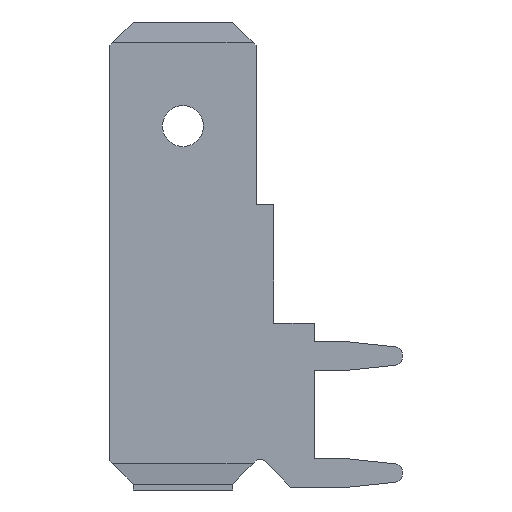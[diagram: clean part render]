
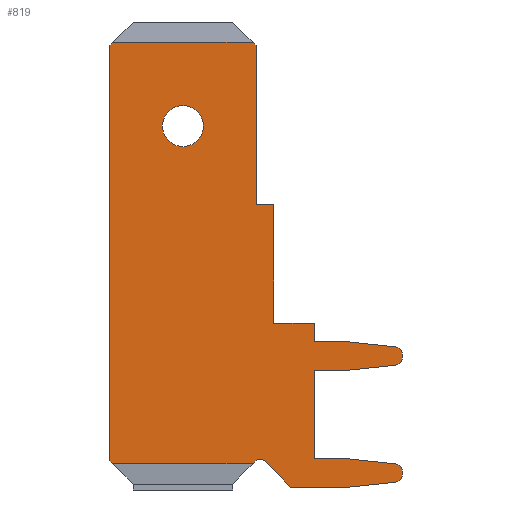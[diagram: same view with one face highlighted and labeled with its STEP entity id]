
A CAD part, left-side view. The second image highlights one B-rep face of the part: STEP entity #819.
In plain terms, the highlighted planar face has unit normal (-1, 0, 0).
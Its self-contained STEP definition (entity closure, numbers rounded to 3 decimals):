
#134=CARTESIAN_POINT('',(-0.4,0.,-4.521));
#135=DIRECTION('',(-1.,0.,0.));
#136=DIRECTION('',(0.,0.,-1.));
#137=AXIS2_PLACEMENT_3D('',#134,#135,#136);
#139=CARTESIAN_POINT('',(-0.4,0.,-4.521));
#140=DIRECTION('',(-1.,0.,0.));
#141=DIRECTION('',(0.,0.,1.));
#142=AXIS2_PLACEMENT_3D('',#139,#140,#141);
#144=CARTESIAN_POINT('',(-0.4,-9.208,-19.666));
#145=DIRECTION('',(-1.,0.,0.));
#146=DIRECTION('',(0.,-0.105,-0.994));
#147=AXIS2_PLACEMENT_3D('',#144,#145,#146);
#149=DIRECTION('',(0.,0.994,-0.105));
#150=VECTOR('',#149,2.013);
#151=CARTESIAN_POINT('',(-0.4,-9.241,-19.982));
#152=LINE('',#151,#150);
#153=DIRECTION('',(0.,-1.,0.));
#154=VECTOR('',#153,2.562);
#155=CARTESIAN_POINT('',(-0.4,-4.677,-20.193));
#156=LINE('',#155,#154);
#157=DIRECTION('',(0.,0.707,0.707));
#158=VECTOR('',#157,1.616);
#159=CARTESIAN_POINT('',(-0.4,-4.677,-20.193));
#160=LINE('',#159,#158);
#161=CARTESIAN_POINT('',(-0.4,-3.355,-19.23));
#162=DIRECTION('',(-1.,0.,0.));
#163=DIRECTION('',(0.,-0.707,0.707));
#164=AXIS2_PLACEMENT_3D('',#161,#162,#163);
#166=DIRECTION('',(0.,0.707,-0.707));
#167=VECTOR('',#166,0.18);
#168=CARTESIAN_POINT('',(-0.4,-3.175,-19.05));
#169=LINE('',#168,#167);
#170=DIRECTION('',(0.,-1.,0.));
#171=VECTOR('',#170,6.096);
#172=CARTESIAN_POINT('',(-0.4,3.048,-19.177));
#173=LINE('',#172,#171);
#174=DIRECTION('',(0.,0.707,0.707));
#175=VECTOR('',#174,0.18);
#176=CARTESIAN_POINT('',(-0.4,3.048,-19.177));
#177=LINE('',#176,#175);
#178=DIRECTION('',(0.,0.,1.));
#179=VECTOR('',#178,18.034);
#180=CARTESIAN_POINT('',(-0.4,3.175,-19.05));
#181=LINE('',#180,#179);
#182=DIRECTION('',(0.,-0.707,0.707));
#183=VECTOR('',#182,0.18);
#184=CARTESIAN_POINT('',(-0.4,3.175,-1.016));
#185=LINE('',#184,#183);
#186=DIRECTION('',(0.,-1.,0.));
#187=VECTOR('',#186,6.096);
#188=CARTESIAN_POINT('',(-0.4,3.048,-0.889));
#189=LINE('',#188,#187);
#190=DIRECTION('',(0.,-0.707,-0.707));
#191=VECTOR('',#190,0.18);
#192=CARTESIAN_POINT('',(-0.4,-3.048,-0.889));
#193=LINE('',#192,#191);
#194=DIRECTION('',(0.,0.,-1.));
#195=VECTOR('',#194,6.909);
#196=CARTESIAN_POINT('',(-0.4,-3.175,-1.016));
#197=LINE('',#196,#195);
#198=DIRECTION('',(0.,-1.,0.));
#199=VECTOR('',#198,0.762);
#200=CARTESIAN_POINT('',(-0.4,-3.175,-7.925));
#201=LINE('',#200,#199);
#202=DIRECTION('',(0.,0.,-1.));
#203=VECTOR('',#202,5.156);
#204=CARTESIAN_POINT('',(-0.4,-3.937,-7.925));
#205=LINE('',#204,#203);
#206=DIRECTION('',(0.,-1.,0.));
#207=VECTOR('',#206,1.778);
#208=CARTESIAN_POINT('',(-0.4,-3.937,-13.081));
#209=LINE('',#208,#207);
#210=DIRECTION('',(0.,0.,-1.));
#211=VECTOR('',#210,0.813);
#212=CARTESIAN_POINT('',(-0.4,-5.715,-13.081));
#213=LINE('',#212,#211);
#214=DIRECTION('',(0.,-1.,0.));
#215=VECTOR('',#214,1.524);
#216=CARTESIAN_POINT('',(-0.4,-5.715,-13.894));
#217=LINE('',#216,#215);
#218=DIRECTION('',(0.,-0.994,-0.105));
#219=VECTOR('',#218,2.013);
#220=CARTESIAN_POINT('',(-0.4,-7.239,-13.894));
#221=LINE('',#220,#219);
#222=CARTESIAN_POINT('',(-0.4,-9.208,-14.421));
#223=DIRECTION('',(-1.,0.,0.));
#224=DIRECTION('',(0.,-1.,0.));
#225=AXIS2_PLACEMENT_3D('',#222,#223,#224);
#227=DIRECTION('',(0.,0.,-1.));
#228=VECTOR('',#227,0.165);
#229=CARTESIAN_POINT('',(-0.4,-9.525,-14.421));
#230=LINE('',#229,#228);
#231=CARTESIAN_POINT('',(-0.4,-9.208,-14.586));
#232=DIRECTION('',(-1.,0.,0.));
#233=DIRECTION('',(0.,-0.105,-0.994));
#234=AXIS2_PLACEMENT_3D('',#231,#232,#233);
#236=DIRECTION('',(0.,0.994,-0.105));
#237=VECTOR('',#236,2.013);
#238=CARTESIAN_POINT('',(-0.4,-9.241,-14.902));
#239=LINE('',#238,#237);
#240=DIRECTION('',(0.,1.,0.));
#241=VECTOR('',#240,1.524);
#242=CARTESIAN_POINT('',(-0.4,-7.239,-15.113));
#243=LINE('',#242,#241);
#244=DIRECTION('',(0.,0.,-1.));
#245=VECTOR('',#244,3.861);
#246=CARTESIAN_POINT('',(-0.4,-5.715,-15.113));
#247=LINE('',#246,#245);
#248=DIRECTION('',(0.,-1.,0.));
#249=VECTOR('',#248,1.524);
#250=CARTESIAN_POINT('',(-0.4,-5.715,-18.974));
#251=LINE('',#250,#249);
#252=DIRECTION('',(0.,-0.994,-0.105));
#253=VECTOR('',#252,2.013);
#254=CARTESIAN_POINT('',(-0.4,-7.239,-18.974));
#255=LINE('',#254,#253);
#256=CARTESIAN_POINT('',(-0.4,-9.208,-19.501));
#257=DIRECTION('',(-1.,0.,0.));
#258=DIRECTION('',(0.,-1.,0.));
#259=AXIS2_PLACEMENT_3D('',#256,#257,#258);
#261=DIRECTION('',(0.,0.,-1.));
#262=VECTOR('',#261,0.165);
#263=CARTESIAN_POINT('',(-0.4,-9.525,-19.501));
#264=LINE('',#263,#262);
#600=CARTESIAN_POINT('',(-0.4,-3.175,-1.016));
#601=CARTESIAN_POINT('',(-0.4,-3.175,-7.925));
#602=VERTEX_POINT('',#600);
#603=VERTEX_POINT('',#601);
#604=CARTESIAN_POINT('',(-0.4,-3.937,-7.925));
#605=VERTEX_POINT('',#604);
#606=CARTESIAN_POINT('',(-0.4,-3.937,-13.081));
#607=VERTEX_POINT('',#606);
#608=CARTESIAN_POINT('',(-0.4,-5.715,-13.081));
#609=VERTEX_POINT('',#608);
#610=CARTESIAN_POINT('',(-0.4,-4.677,-20.193));
#611=CARTESIAN_POINT('',(-0.4,-3.534,-19.05));
#612=VERTEX_POINT('',#610);
#613=VERTEX_POINT('',#611);
#614=CARTESIAN_POINT('',(-0.4,-3.175,-19.05));
#615=VERTEX_POINT('',#614);
#616=CARTESIAN_POINT('',(-0.4,3.175,-19.05));
#617=CARTESIAN_POINT('',(-0.4,3.175,-1.016));
#618=VERTEX_POINT('',#616);
#619=VERTEX_POINT('',#617);
#640=CARTESIAN_POINT('',(-0.4,3.048,-19.177));
#641=CARTESIAN_POINT('',(-0.4,-3.048,-19.177));
#642=VERTEX_POINT('',#640);
#643=VERTEX_POINT('',#641);
#644=CARTESIAN_POINT('',(-0.4,3.048,-0.889));
#645=CARTESIAN_POINT('',(-0.4,-3.048,-0.889));
#646=VERTEX_POINT('',#644);
#647=VERTEX_POINT('',#645);
#680=CARTESIAN_POINT('',(-0.4,-7.239,-18.974));
#682=VERTEX_POINT('',#680);
#684=CARTESIAN_POINT('',(-0.4,-7.239,-20.193));
#686=VERTEX_POINT('',#684);
#688=CARTESIAN_POINT('',(-0.4,-7.239,-13.894));
#690=VERTEX_POINT('',#688);
#692=CARTESIAN_POINT('',(-0.4,-7.239,-15.113));
#694=VERTEX_POINT('',#692);
#696=CARTESIAN_POINT('',(-0.4,-5.715,-18.974));
#698=VERTEX_POINT('',#696);
#700=CARTESIAN_POINT('',(-0.4,-5.715,-13.894));
#702=VERTEX_POINT('',#700);
#704=CARTESIAN_POINT('',(-0.4,-5.715,-15.113));
#706=VERTEX_POINT('',#704);
#708=CARTESIAN_POINT('',(-0.4,-9.241,-19.982));
#709=CARTESIAN_POINT('',(-0.4,-9.525,-19.666));
#710=VERTEX_POINT('',#708);
#711=VERTEX_POINT('',#709);
#716=CARTESIAN_POINT('',(-0.4,-9.525,-19.501));
#717=CARTESIAN_POINT('',(-0.4,-9.241,-19.185));
#718=VERTEX_POINT('',#716);
#719=VERTEX_POINT('',#717);
#724=CARTESIAN_POINT('',(-0.4,-9.241,-14.902));
#725=CARTESIAN_POINT('',(-0.4,-9.525,-14.586));
#726=VERTEX_POINT('',#724);
#727=VERTEX_POINT('',#725);
#732=CARTESIAN_POINT('',(-0.4,-9.525,-14.421));
#733=CARTESIAN_POINT('',(-0.4,-9.241,-14.105));
#734=VERTEX_POINT('',#732);
#735=VERTEX_POINT('',#733);
#740=CARTESIAN_POINT('',(-0.4,0.,-5.41));
#741=CARTESIAN_POINT('',(-0.4,0.,-3.632));
#742=VERTEX_POINT('',#740);
#743=VERTEX_POINT('',#741);
#748=CARTESIAN_POINT('',(-0.4,0.,0.));
#749=DIRECTION('',(1.,0.,0.));
#750=DIRECTION('',(0.,0.,-1.));
#751=AXIS2_PLACEMENT_3D('',#748,#749,#750);
#752=PLANE('',#751);
#754=ORIENTED_EDGE('',*,*,#753,.F.);
#756=ORIENTED_EDGE('',*,*,#755,.T.);
#758=ORIENTED_EDGE('',*,*,#757,.F.);
#760=ORIENTED_EDGE('',*,*,#759,.T.);
#762=ORIENTED_EDGE('',*,*,#761,.T.);
#764=ORIENTED_EDGE('',*,*,#763,.T.);
#766=ORIENTED_EDGE('',*,*,#765,.F.);
#768=ORIENTED_EDGE('',*,*,#767,.T.);
#770=ORIENTED_EDGE('',*,*,#769,.T.);
#772=ORIENTED_EDGE('',*,*,#771,.T.);
#774=ORIENTED_EDGE('',*,*,#773,.T.);
#776=ORIENTED_EDGE('',*,*,#775,.T.);
#778=ORIENTED_EDGE('',*,*,#777,.T.);
#780=ORIENTED_EDGE('',*,*,#779,.T.);
#782=ORIENTED_EDGE('',*,*,#781,.T.);
#784=ORIENTED_EDGE('',*,*,#783,.T.);
#786=ORIENTED_EDGE('',*,*,#785,.T.);
#788=ORIENTED_EDGE('',*,*,#787,.T.);
#790=ORIENTED_EDGE('',*,*,#789,.T.);
#792=ORIENTED_EDGE('',*,*,#791,.F.);
#794=ORIENTED_EDGE('',*,*,#793,.T.);
#796=ORIENTED_EDGE('',*,*,#795,.F.);
#798=ORIENTED_EDGE('',*,*,#797,.T.);
#800=ORIENTED_EDGE('',*,*,#799,.T.);
#802=ORIENTED_EDGE('',*,*,#801,.T.);
#804=ORIENTED_EDGE('',*,*,#803,.T.);
#806=ORIENTED_EDGE('',*,*,#805,.T.);
#808=ORIENTED_EDGE('',*,*,#807,.F.);
#810=ORIENTED_EDGE('',*,*,#809,.T.);
#811=EDGE_LOOP('',(#754,#756,#758,#760,#762,#764,#766,#768,#770,#772,#774,#776,
#778,#780,#782,#784,#786,#788,#790,#792,#794,#796,#798,#800,#802,#804,#806,#808,
#810));
#812=FACE_OUTER_BOUND('',#811,.F.);
#814=ORIENTED_EDGE('',*,*,#813,.T.);
#816=ORIENTED_EDGE('',*,*,#815,.T.);
#817=EDGE_LOOP('',(#814,#816));
#818=FACE_BOUND('',#817,.F.);
#138=CIRCLE('',#137,0.889);
#143=CIRCLE('',#142,0.889);
#148=CIRCLE('',#147,0.318);
#165=CIRCLE('',#164,0.254);
#226=CIRCLE('',#225,0.318);
#235=CIRCLE('',#234,0.318);
#260=CIRCLE('',#259,0.318);
#753=EDGE_CURVE('',#710,#711,#148,.T.);
#755=EDGE_CURVE('',#710,#686,#152,.T.);
#757=EDGE_CURVE('',#612,#686,#156,.T.);
#759=EDGE_CURVE('',#612,#613,#160,.T.);
#761=EDGE_CURVE('',#613,#615,#165,.T.);
#763=EDGE_CURVE('',#615,#643,#169,.T.);
#765=EDGE_CURVE('',#642,#643,#173,.T.);
#767=EDGE_CURVE('',#642,#618,#177,.T.);
#769=EDGE_CURVE('',#618,#619,#181,.T.);
#771=EDGE_CURVE('',#619,#646,#185,.T.);
#773=EDGE_CURVE('',#646,#647,#189,.T.);
#775=EDGE_CURVE('',#647,#602,#193,.T.);
#777=EDGE_CURVE('',#602,#603,#197,.T.);
#779=EDGE_CURVE('',#603,#605,#201,.T.);
#781=EDGE_CURVE('',#605,#607,#205,.T.);
#783=EDGE_CURVE('',#607,#609,#209,.T.);
#785=EDGE_CURVE('',#609,#702,#213,.T.);
#787=EDGE_CURVE('',#702,#690,#217,.T.);
#789=EDGE_CURVE('',#690,#735,#221,.T.);
#791=EDGE_CURVE('',#734,#735,#226,.T.);
#793=EDGE_CURVE('',#734,#727,#230,.T.);
#795=EDGE_CURVE('',#726,#727,#235,.T.);
#797=EDGE_CURVE('',#726,#694,#239,.T.);
#799=EDGE_CURVE('',#694,#706,#243,.T.);
#801=EDGE_CURVE('',#706,#698,#247,.T.);
#803=EDGE_CURVE('',#698,#682,#251,.T.);
#805=EDGE_CURVE('',#682,#719,#255,.T.);
#807=EDGE_CURVE('',#718,#719,#260,.T.);
#809=EDGE_CURVE('',#718,#711,#264,.T.);
#813=EDGE_CURVE('',#742,#743,#138,.T.);
#815=EDGE_CURVE('',#743,#742,#143,.T.);
#819=ADVANCED_FACE('',(#812,#818),#752,.F.);
